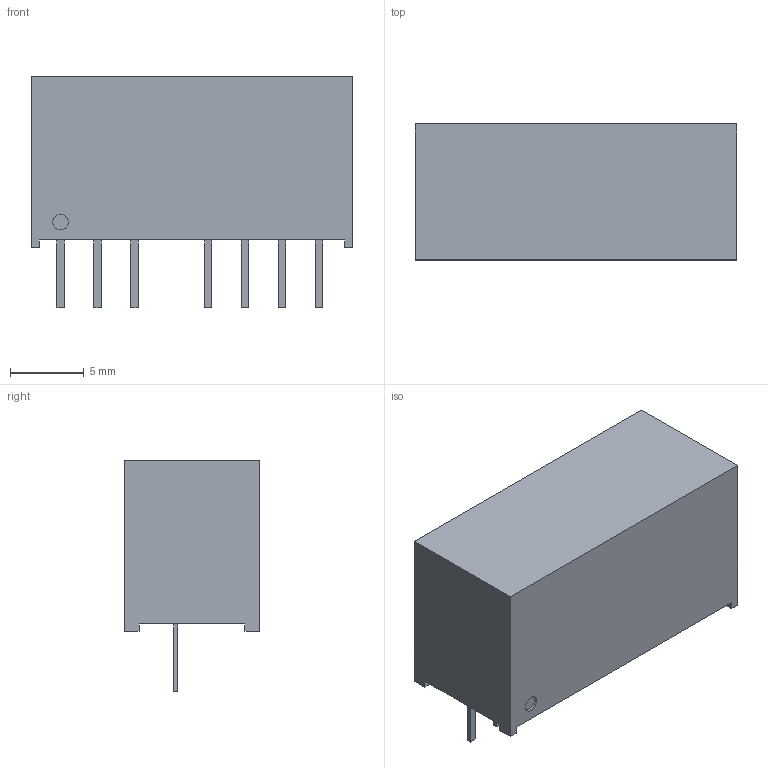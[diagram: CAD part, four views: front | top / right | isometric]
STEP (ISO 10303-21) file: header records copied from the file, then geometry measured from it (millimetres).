
FILE_DESCRIPTION (( 'STEP AP214' ), '1' );
FILE_NAME ('SPBW06xx.STEP', '2019-10-01T13:31:09', ( '' ), ( '' ), 'SwSTEP 2.0', 'SolidWorks 2019', '' );
FILE_SCHEMA (( 'AUTOMOTIVE_DESIGN' ));
Length unit declared in the file: millimetre
Products named in the file (1): SPBW06xx
Bounding box: 21.8 x 9.2 x 15.7 mm (x, y, z)
Volume: 2232 mm3; surface area: 1149.9 mm2
Topology: 8 solids, 8 shells, 63 faces, 138 edges, 92 vertices
Faces by surface type: plane 61, cylinder 2
Entity records: 1826 total; most frequent: CARTESIAN_POINT 294, ORIENTED_EDGE 276, DIRECTION 270, EDGE_CURVE 138, LINE 134, VECTOR 134, VERTEX_POINT 92, AXIS2_PLACEMENT_3D 68
